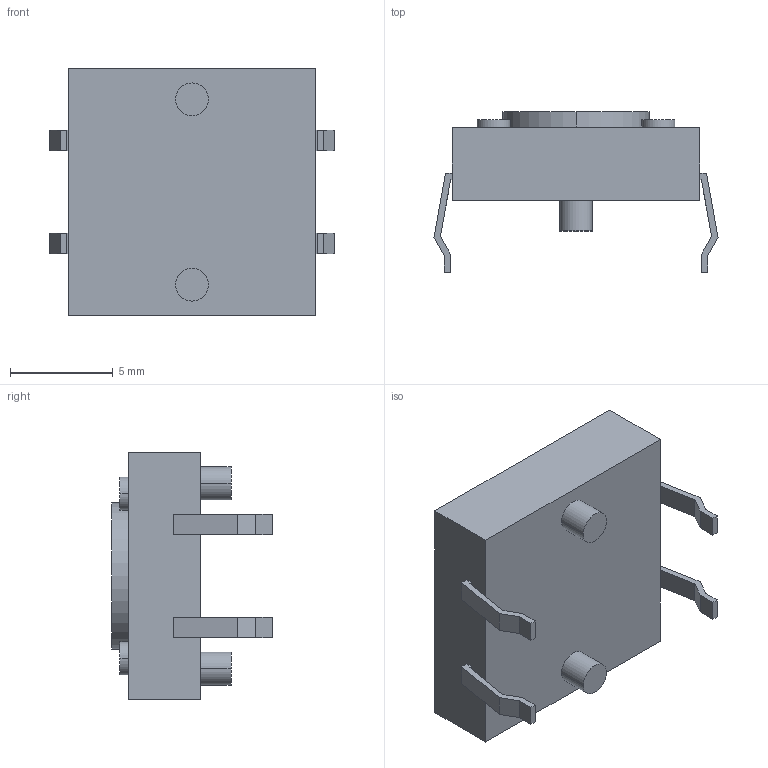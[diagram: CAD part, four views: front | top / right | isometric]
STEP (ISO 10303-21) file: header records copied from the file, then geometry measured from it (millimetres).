
FILE_DESCRIPTION (( 'STEP AP203' ), '1' );
FILE_NAME ('B3F_4005.step', '2013-07-18T10:36:16', ( 'OSMC1.0 TAKUMI' ), ( 'TAKUMI-Engniaring' ), 'SwSTEP 2.0', 'SolidWorks 2002025', '' );
FILE_SCHEMA (( 'CONFIG_CONTROL_DESIGN' ));
Length unit declared in the file: millimetre
Products named in the file (3): B3F_4005; B3F_4005_BASE; B3F_4005_BUTTON
Assembly tree (2 placements, depth 2):
  B3F_4005
    B3F_4005_BASE
    B3F_4005_BUTTON
Bounding box: 13.8 x 7.8 x 12 mm (x, y, z)
Volume: 519.3 mm3; surface area: 655.4 mm2
Topology: 2 solids, 2 shells, 75 faces, 180 edges, 120 vertices
Faces by surface type: plane 59, cylinder 16
Entity records: 2471 total; most frequent: CARTESIAN_POINT 380, DIRECTION 372, ORIENTED_EDGE 360, EDGE_CURVE 180, LINE 148, VECTOR 148, VERTEX_POINT 120, AXIS2_PLACEMENT_3D 112
